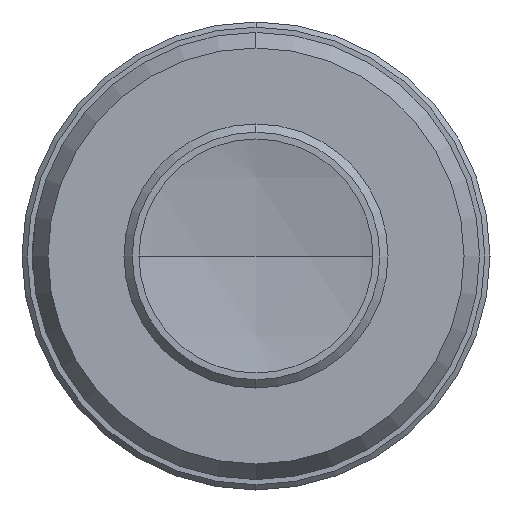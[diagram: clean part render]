
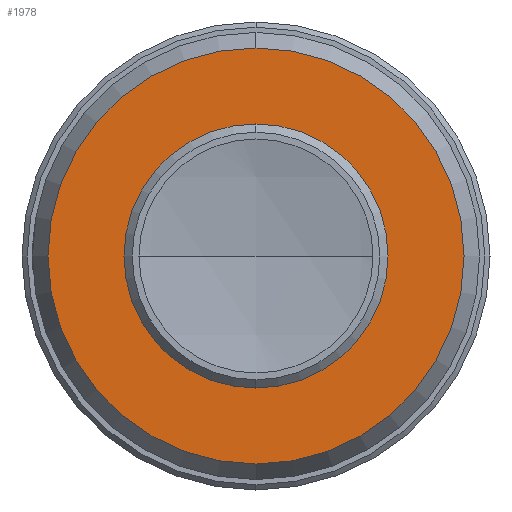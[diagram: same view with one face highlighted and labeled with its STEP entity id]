
A CAD part, left-side view. The second image highlights one B-rep face of the part: STEP entity #1978.
In plain terms, the highlighted planar face has unit normal (-1, 0, 0).
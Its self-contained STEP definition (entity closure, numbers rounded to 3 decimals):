
#115 = DIRECTION ( 'NONE',  ( 0., 0., -1. ) ) ;
#266 = CARTESIAN_POINT ( 'NONE',  ( -87.48, 0., 20. ) ) ;
#302 = ORIENTED_EDGE ( 'NONE', *, *, #2992, .F. ) ;
#369 = CIRCLE ( 'NONE', #3656, 20. ) ;
#483 = CARTESIAN_POINT ( 'NONE',  ( -87.48, 0., -12. ) ) ;
#599 = DIRECTION ( 'NONE',  ( 1., 0., 0. ) ) ;
#699 = DIRECTION ( 'NONE',  ( -1., 0., 0. ) ) ;
#756 = CARTESIAN_POINT ( 'NONE',  ( -87.48, 0., -20. ) ) ;
#1251 = EDGE_LOOP ( 'NONE', ( #302, #2777 ) ) ;
#1313 = EDGE_CURVE ( 'NONE', #1965, #2103, #2239, .T. ) ;
#1337 = CIRCLE ( 'NONE', #2603, 12. ) ;
#1375 = CARTESIAN_POINT ( 'NONE',  ( -87.48, 0., 0. ) ) ;
#1475 = FACE_BOUND ( 'NONE', #1574, .T. ) ;
#1534 = AXIS2_PLACEMENT_3D ( 'NONE', #2640, #599, #3002 ) ;
#1574 = EDGE_LOOP ( 'NONE', ( #3444, #2065 ) ) ;
#1653 = DIRECTION ( 'NONE',  ( 1., 0., 0. ) ) ;
#1712 = DIRECTION ( 'NONE',  ( 0., 0., -1. ) ) ;
#1723 = VERTEX_POINT ( 'NONE', #2510 ) ;
#1841 = AXIS2_PLACEMENT_3D ( 'NONE', #4253, #2168, #115 ) ;
#1965 = VERTEX_POINT ( 'NONE', #266 ) ;
#1978 = ADVANCED_FACE ( 'NONE', ( #1475, #4115 ), #2321, .T. ) ;
#2065 = ORIENTED_EDGE ( 'NONE', *, *, #3685, .T. ) ;
#2103 = VERTEX_POINT ( 'NONE', #756 ) ;
#2168 = DIRECTION ( 'NONE',  ( 1., 0., 0. ) ) ;
#2239 = CIRCLE ( 'NONE', #1534, 20. ) ;
#2286 = CIRCLE ( 'NONE', #1841, 12. ) ;
#2321 = PLANE ( 'NONE',  #3975 ) ;
#2510 = CARTESIAN_POINT ( 'NONE',  ( -87.48, 0., 12. ) ) ;
#2603 = AXIS2_PLACEMENT_3D ( 'NONE', #1375, #3783, #1712 ) ;
#2640 = CARTESIAN_POINT ( 'NONE',  ( -87.48, 0., 0. ) ) ;
#2754 = CARTESIAN_POINT ( 'NONE',  ( -87.48, 12., 0. ) ) ;
#2777 = ORIENTED_EDGE ( 'NONE', *, *, #1313, .F. ) ;
#2992 = EDGE_CURVE ( 'NONE', #2103, #1965, #369, .T. ) ;
#3002 = DIRECTION ( 'NONE',  ( 0., 0., -1. ) ) ;
#3105 = DIRECTION ( 'NONE',  ( 0., 0., 1. ) ) ;
#3444 = ORIENTED_EDGE ( 'NONE', *, *, #3526, .T. ) ;
#3526 = EDGE_CURVE ( 'NONE', #4452, #1723, #1337, .T. ) ;
#3656 = AXIS2_PLACEMENT_3D ( 'NONE', #3725, #1653, #4081 ) ;
#3685 = EDGE_CURVE ( 'NONE', #1723, #4452, #2286, .T. ) ;
#3725 = CARTESIAN_POINT ( 'NONE',  ( -87.48, 0., 0. ) ) ;
#3783 = DIRECTION ( 'NONE',  ( 1., 0., 0. ) ) ;
#3975 = AXIS2_PLACEMENT_3D ( 'NONE', #2754, #699, #3105 ) ;
#4081 = DIRECTION ( 'NONE',  ( 0., 0., -1. ) ) ;
#4115 = FACE_OUTER_BOUND ( 'NONE', #1251, .T. ) ;
#4253 = CARTESIAN_POINT ( 'NONE',  ( -87.48, 0., 0. ) ) ;
#4452 = VERTEX_POINT ( 'NONE', #483 ) ;
